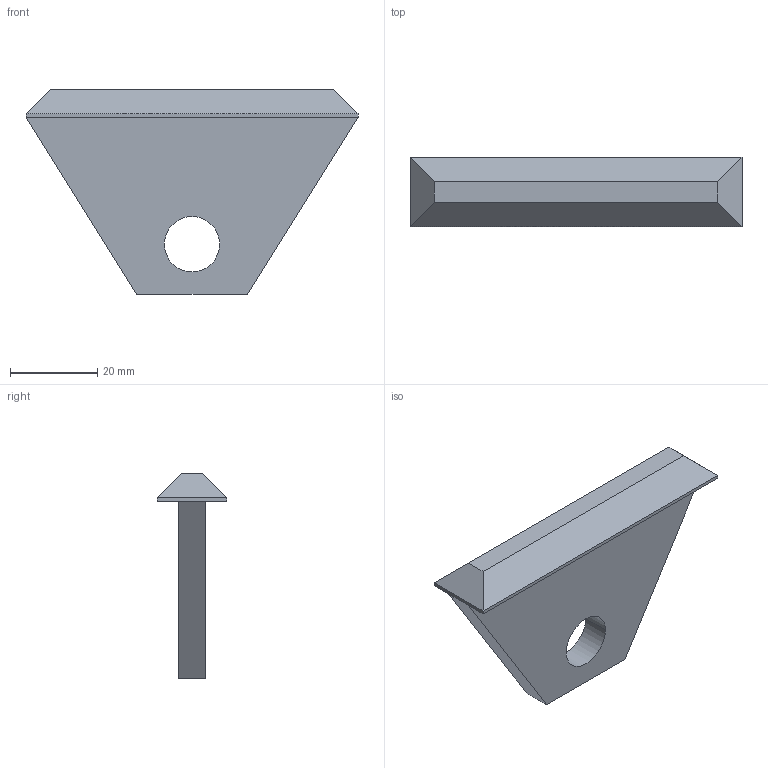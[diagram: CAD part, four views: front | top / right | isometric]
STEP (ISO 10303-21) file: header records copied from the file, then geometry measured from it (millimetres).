
FILE_DESCRIPTION((''),'2;1');
FILE_NAME('15AC8760.stp','2015-07-20T11:03:14',(''),(''),'Mechanical Desktop 2011','Mechanical Desktop 2011',', , ');
FILE_SCHEMA(('AUTOMOTIVE_DESIGN { 1 2 10303 214 1 1 1 1 }'));
Length unit declared in the file: inch
Products named in the file (1): Product
Bounding box: 76.2 x 15.88 x 46.99 mm (x, y, z)
Volume: 17372.8 mm3; surface area: 7353.3 mm2
Topology: 1 solids, 1 shells, 17 faces, 39 edges, 24 vertices
Faces by surface type: plane 15, cylinder 2
Entity records: 520 total; most frequent: CARTESIAN_POINT 81, DIRECTION 79, ORIENTED_EDGE 78, EDGE_CURVE 39, VECTOR 35, LINE 35, VERTEX_POINT 24, AXIS2_PLACEMENT_3D 22
